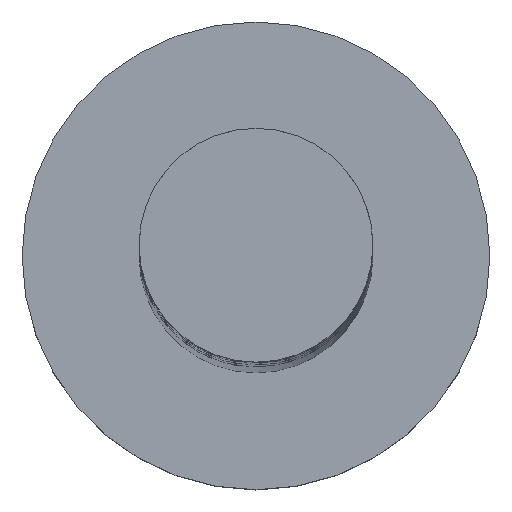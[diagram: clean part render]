
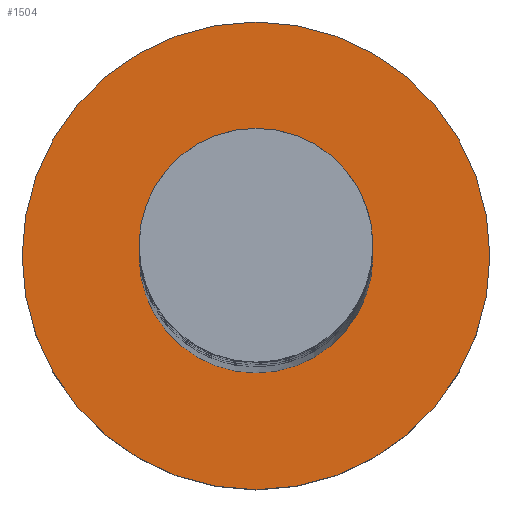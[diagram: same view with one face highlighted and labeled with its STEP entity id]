
A CAD part, top view. The second image highlights one B-rep face of the part: STEP entity #1504.
In plain terms, the highlighted planar face has unit normal (0, 0, 1).
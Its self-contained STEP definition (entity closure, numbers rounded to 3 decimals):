
#14 = CIRCLE ( 'NONE', #1210, 5. ) ;
#25 = DIRECTION ( 'NONE',  ( 0., 0., 1. ) ) ;
#38 = DIRECTION ( 'NONE',  ( 0., 0., 1. ) ) ;
#44 = EDGE_LOOP ( 'NONE', ( #1091, #963 ) ) ;
#140 = EDGE_CURVE ( 'NONE', #1550, #1364, #1499, .T. ) ;
#145 = CARTESIAN_POINT ( 'NONE',  ( 0., 0., 3. ) ) ;
#170 = DIRECTION ( 'NONE',  ( 1., 0., 0. ) ) ;
#228 = ORIENTED_EDGE ( 'NONE', *, *, #140, .F. ) ;
#284 = DIRECTION ( 'NONE',  ( 1., 0., 0. ) ) ;
#341 = VERTEX_POINT ( 'NONE', #1442 ) ;
#380 = DIRECTION ( 'NONE',  ( 1., 0., 0. ) ) ;
#416 = CARTESIAN_POINT ( 'NONE',  ( 0., 0., 3. ) ) ;
#419 = CARTESIAN_POINT ( 'NONE',  ( 0., 0., 3. ) ) ;
#430 = CARTESIAN_POINT ( 'NONE',  ( 0., 0., 3. ) ) ;
#436 = EDGE_LOOP ( 'NONE', ( #228, #690 ) ) ;
#482 = AXIS2_PLACEMENT_3D ( 'NONE', #419, #524, #284 ) ;
#484 = EDGE_CURVE ( 'NONE', #897, #341, #568, .T. ) ;
#516 = AXIS2_PLACEMENT_3D ( 'NONE', #918, #777, #1392 ) ;
#524 = DIRECTION ( 'NONE',  ( 0., 0., 1. ) ) ;
#541 = FACE_BOUND ( 'NONE', #436, .T. ) ;
#568 = CIRCLE ( 'NONE', #1460, 5. ) ;
#611 = CIRCLE ( 'NONE', #516, 2.5 ) ;
#690 = ORIENTED_EDGE ( 'NONE', *, *, #1170, .F. ) ;
#766 = PLANE ( 'NONE',  #1437 ) ;
#777 = DIRECTION ( 'NONE',  ( 0., 0., 1. ) ) ;
#796 = FACE_OUTER_BOUND ( 'NONE', #44, .T. ) ;
#897 = VERTEX_POINT ( 'NONE', #1216 ) ;
#918 = CARTESIAN_POINT ( 'NONE',  ( 0., 0., 3. ) ) ;
#929 = EDGE_CURVE ( 'NONE', #341, #897, #14, .T. ) ;
#963 = ORIENTED_EDGE ( 'NONE', *, *, #484, .T. ) ;
#1091 = ORIENTED_EDGE ( 'NONE', *, *, #929, .T. ) ;
#1123 = CARTESIAN_POINT ( 'NONE',  ( 2.5, 0., 3. ) ) ;
#1144 = DIRECTION ( 'NONE',  ( 0., 0., 1. ) ) ;
#1151 = CARTESIAN_POINT ( 'NONE',  ( -2.5, 0., 3. ) ) ;
#1170 = EDGE_CURVE ( 'NONE', #1364, #1550, #611, .T. ) ;
#1210 = AXIS2_PLACEMENT_3D ( 'NONE', #416, #25, #380 ) ;
#1216 = CARTESIAN_POINT ( 'NONE',  ( 5., 0., 3. ) ) ;
#1251 = DIRECTION ( 'NONE',  ( 1., 0., 0. ) ) ;
#1364 = VERTEX_POINT ( 'NONE', #1123 ) ;
#1392 = DIRECTION ( 'NONE',  ( 1., 0., 0. ) ) ;
#1437 = AXIS2_PLACEMENT_3D ( 'NONE', #430, #1144, #170 ) ;
#1442 = CARTESIAN_POINT ( 'NONE',  ( -5., 0., 3. ) ) ;
#1460 = AXIS2_PLACEMENT_3D ( 'NONE', #145, #38, #1251 ) ;
#1499 = CIRCLE ( 'NONE', #482, 2.5 ) ;
#1504 = ADVANCED_FACE ( 'NONE', ( #541, #796 ), #766, .T. ) ;
#1550 = VERTEX_POINT ( 'NONE', #1151 ) ;
